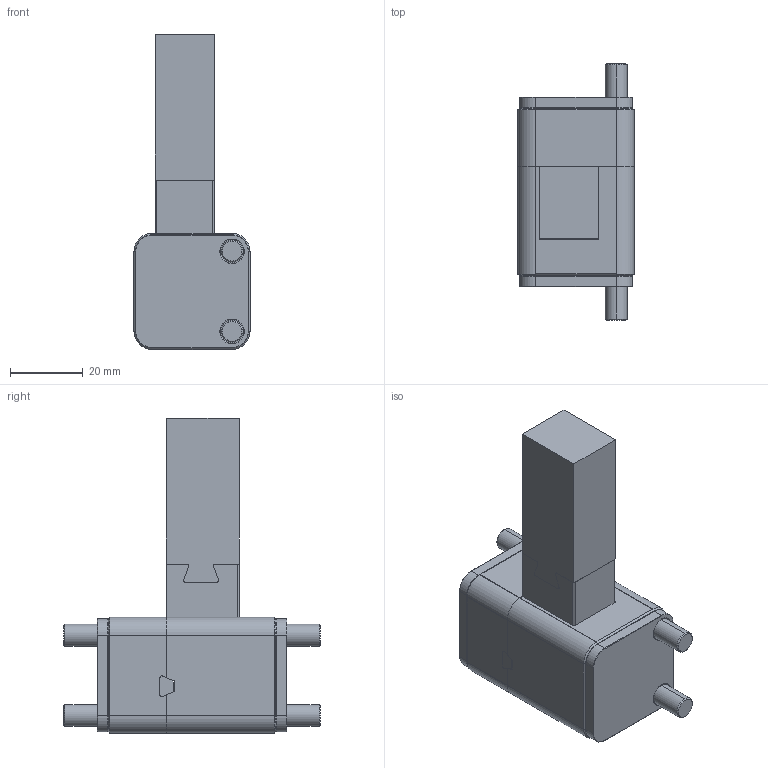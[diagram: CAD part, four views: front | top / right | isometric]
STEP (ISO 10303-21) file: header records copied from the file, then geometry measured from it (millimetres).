
FILE_DESCRIPTION (( 'STEP AP214' ), '1' );
FILE_NAME ('SU162032.STEP', '2016-04-01T14:10:57', ( '' ), ( '' ), 'SwSTEP 2.0', 'SolidWorks 2015', '' );
FILE_SCHEMA (( 'AUTOMOTIVE_DESIGN' ));
Length unit declared in the file: millimetre
Products named in the file (13): 8SU160331; 9GU163232-1; 3MUELLE-7TO-M8-2; 8SU163232; 1BOLAØ4; 8SI162040; 7SU162000; 1TOA-M6X28; 9GU163232; 7TO-M8X12; 1TOA-M6X42; SU162032; 9GU163232-2
Assembly tree (15 placements, depth 3):
  SU162032
    8SU163232
    9GU163232
      9GU163232-1
      9GU163232-2
    1TOA-M6X42  x2
    1TOA-M6X28  x2
    7TO-M8X12
    7SU162000
    8SI162040
    1BOLAØ4
    3MUELLE-7TO-M8-2
    8SU160331  x2
Bounding box: 32 x 70.4 x 86.5 mm (x, y, z)
Volume: 66335.7 mm3; surface area: 29658.3 mm2
Topology: 14 solids, 14 shells, 481 faces, 1154 edges, 718 vertices
Faces by surface type: plane 211, cylinder 151, cone 93, torus 22, sphere 2, bspline 2
Entity records: 14319 total; most frequent: CARTESIAN_POINT 4108, DIRECTION 2119, ORIENTED_EDGE 1926, EDGE_CURVE 963, AXIS2_PLACEMENT_3D 766, VERTEX_POINT 607, LINE 587, VECTOR 587
